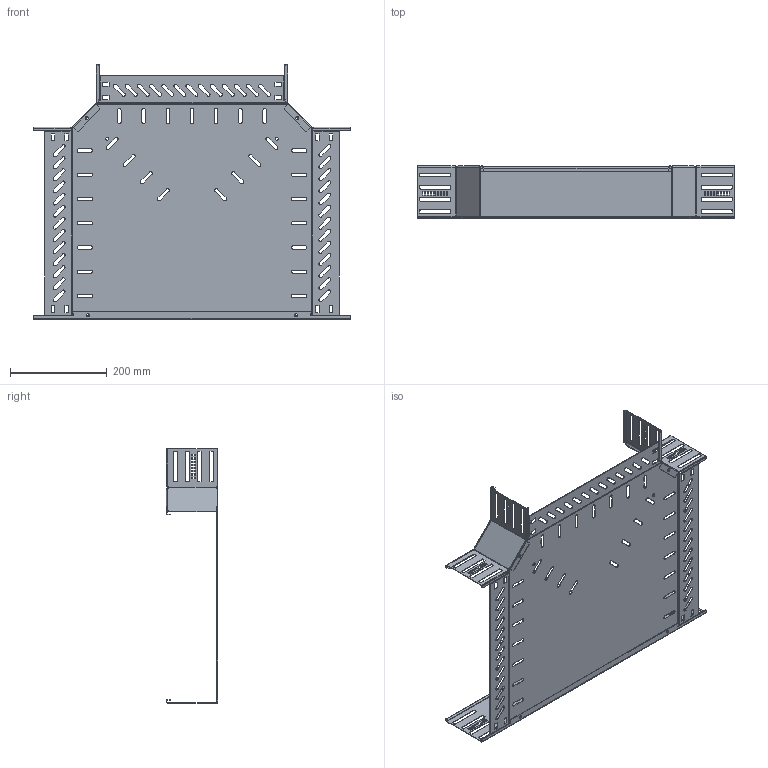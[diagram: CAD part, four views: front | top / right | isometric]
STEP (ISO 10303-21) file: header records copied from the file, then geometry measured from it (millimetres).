
FILE_DESCRIPTION (( 'STEP AP214' ), '1' );
FILE_NAME ('6038308.STEP', '2024-05-24T11:26:10', ( '' ), ( '' ), 'SwSTEP 2.0', 'SolidWorks 2022', '' );
FILE_SCHEMA (( 'AUTOMOTIVE_DESIGN' ));
Length unit declared in the file: millimetre
Products named in the file (4): 172072_400; 167655_110x90°; 181552_400; 6038308
Assembly tree (4 placements, depth 2):
  6038308
    172072_400
    167655_110x90°  x2
    181552_400
Bounding box: 654 x 107 x 524.99 mm (x, y, z)
Volume: 428258.9 mm3; surface area: 809016.4 mm2
Topology: 4 solids, 4 shells, 1120 faces, 3144 edges, 2032 vertices
Faces by surface type: plane 678, cylinder 426, bspline 16
Entity records: 30092 total; most frequent: CARTESIAN_POINT 5521, ORIENTED_EDGE 5060, DIRECTION 4944, EDGE_CURVE 2530, VECTOR 1778, LINE 1778, VERTEX_POINT 1644, AXIS2_PLACEMENT_3D 1583
